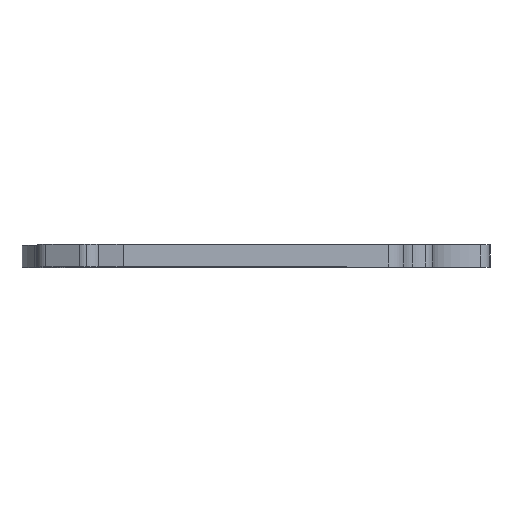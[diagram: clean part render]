
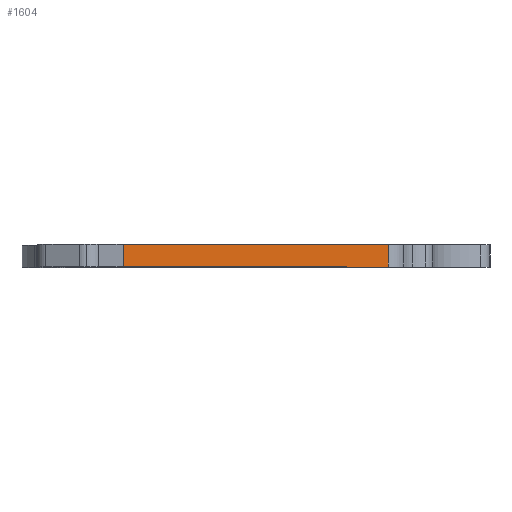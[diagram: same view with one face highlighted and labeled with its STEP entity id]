
A CAD part, top view. The second image highlights one B-rep face of the part: STEP entity #1604.
In plain terms, the highlighted planar face has unit normal (0.707, 0, 0.707).
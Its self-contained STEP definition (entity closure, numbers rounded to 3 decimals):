
#28 = EDGE_CURVE ( 'NONE', #703, #1582, #2300, .T. ) ;
#41 = VERTEX_POINT ( 'NONE', #75 ) ;
#56 = DIRECTION ( 'NONE',  ( 0., 1., 0. ) ) ;
#75 = CARTESIAN_POINT ( 'NONE',  ( 100.375, 0., 92.972 ) ) ;
#123 = VECTOR ( 'NONE', #662, 1000. ) ;
#184 = FACE_OUTER_BOUND ( 'NONE', #837, .T. ) ;
#187 = CARTESIAN_POINT ( 'NONE',  ( 47.181, 0., 146.166 ) ) ;
#255 = ORIENTED_EDGE ( 'NONE', *, *, #477, .T. ) ;
#477 = EDGE_CURVE ( 'NONE', #703, #1256, #1124, .T. ) ;
#509 = LINE ( 'NONE', #2304, #123 ) ;
#560 = EDGE_CURVE ( 'NONE', #41, #1582, #1546, .T. ) ;
#662 = DIRECTION ( 'NONE',  ( 0.707, 0., -0.707 ) ) ;
#703 = VERTEX_POINT ( 'NONE', #2635 ) ;
#824 = ORIENTED_EDGE ( 'NONE', *, *, #879, .T. ) ;
#837 = EDGE_LOOP ( 'NONE', ( #824, #2435, #1328, #255 ) ) ;
#879 = EDGE_CURVE ( 'NONE', #1256, #41, #509, .T. ) ;
#896 = DIRECTION ( 'NONE',  ( 0., -1., 0. ) ) ;
#1022 = CARTESIAN_POINT ( 'NONE',  ( 96.673, 4.5, 96.673 ) ) ;
#1124 = LINE ( 'NONE', #2306, #1826 ) ;
#1256 = VERTEX_POINT ( 'NONE', #187 ) ;
#1277 = VECTOR ( 'NONE', #2076, 1000. ) ;
#1328 = ORIENTED_EDGE ( 'NONE', *, *, #28, .F. ) ;
#1431 = CARTESIAN_POINT ( 'NONE',  ( 100.375, 4.5, 92.972 ) ) ;
#1546 = LINE ( 'NONE', #1902, #2078 ) ;
#1582 = VERTEX_POINT ( 'NONE', #1431 ) ;
#1604 = ADVANCED_FACE ( 'NONE', ( #184 ), #1865, .F. ) ;
#1795 = AXIS2_PLACEMENT_3D ( 'NONE', #1022, #2463, #2262 ) ;
#1826 = VECTOR ( 'NONE', #896, 1000. ) ;
#1865 = PLANE ( 'NONE',  #1795 ) ;
#1881 = CARTESIAN_POINT ( 'NONE',  ( 96.673, 4.5, 96.673 ) ) ;
#1902 = CARTESIAN_POINT ( 'NONE',  ( 100.375, 4.5, 92.972 ) ) ;
#2076 = DIRECTION ( 'NONE',  ( 0.707, 0., -0.707 ) ) ;
#2078 = VECTOR ( 'NONE', #56, 1000. ) ;
#2262 = DIRECTION ( 'NONE',  ( -0.707, 0., 0.707 ) ) ;
#2300 = LINE ( 'NONE', #1881, #1277 ) ;
#2304 = CARTESIAN_POINT ( 'NONE',  ( 96.673, 0., 96.673 ) ) ;
#2306 = CARTESIAN_POINT ( 'NONE',  ( 47.181, 4.5, 146.166 ) ) ;
#2435 = ORIENTED_EDGE ( 'NONE', *, *, #560, .T. ) ;
#2463 = DIRECTION ( 'NONE',  ( -0.707, 0., -0.707 ) ) ;
#2635 = CARTESIAN_POINT ( 'NONE',  ( 47.181, 4.5, 146.166 ) ) ;
